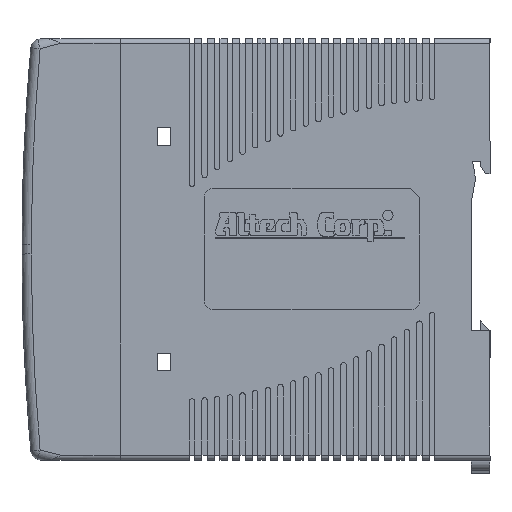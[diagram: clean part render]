
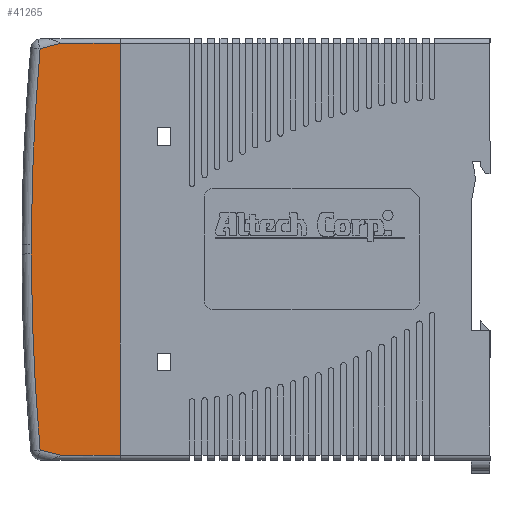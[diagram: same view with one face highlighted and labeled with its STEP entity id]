
A CAD part, top view. The second image highlights one B-rep face of the part: STEP entity #41265.
In plain terms, the highlighted face is planar.
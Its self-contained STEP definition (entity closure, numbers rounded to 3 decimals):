
#40489=CARTESIAN_POINT('',(-50.339,-70.214,0.0));
#40490=VERTEX_POINT('',#40489);
#40498=CARTESIAN_POINT('',(-37.585,-70.214,0.0));
#40499=VERTEX_POINT('',#40498);
#40500=CARTESIAN_POINT('',(-50.339,-70.214,0.0));
#40501=DIRECTION('',(1.0,0.0,0.0));
#40502=VECTOR('',#40501,12.754);
#40503=LINE('',#40500,#40502);
#40504=EDGE_CURVE('',#40490,#40499,#40503,.T.);
#40533=CARTESIAN_POINT('',(-33.203,-69.118,0.0));
#40534=VERTEX_POINT('',#40533);
#40649=CARTESIAN_POINT('',(-33.203,16.69,0.0));
#40650=VERTEX_POINT('',#40649);
#40840=CARTESIAN_POINT('',(-31.339,-25.214,0.0));
#40841=VERTEX_POINT('',#40840);
#40849=CARTESIAN_POINT('',(-503.401,-25.214,0.0));
#40850=DIRECTION('',(0.0,0.0,1.));
#40851=DIRECTION('',(0.999,0.046,0.0));
#40852=AXIS2_PLACEMENT_3D('',#40849,#40850,#40851);
#40853=CIRCLE('',#40852,472.063);
#40854=EDGE_CURVE('',#40841,#40650,#40853,.T.);
#40881=CARTESIAN_POINT('',(-37.585,17.786,0.));
#40882=VERTEX_POINT('',#40881);
#40883=CARTESIAN_POINT('',(-33.203,16.69,0.0));
#40884=DIRECTION('',(-0.97,0.243,0.));
#40885=VECTOR('',#40884,4.518);
#40886=LINE('',#40883,#40885);
#40887=EDGE_CURVE('',#40650,#40882,#40886,.T.);
#40943=CARTESIAN_POINT('',(-31.339,-27.214,0.0));
#40944=VERTEX_POINT('',#40943);
#40952=CARTESIAN_POINT('',(-31.339,-27.214,0.0));
#40953=DIRECTION('',(0.,1.0,0.0));
#40954=VECTOR('',#40953,2.);
#40955=LINE('',#40952,#40954);
#40956=EDGE_CURVE('',#40944,#40841,#40955,.T.);
#40973=CARTESIAN_POINT('',(-50.339,17.786,0.0));
#40974=VERTEX_POINT('',#40973);
#40991=CARTESIAN_POINT('',(-37.585,17.786,0.));
#40992=DIRECTION('',(-1.0,0.0,0.0));
#40993=VECTOR('',#40992,12.754);
#40994=LINE('',#40991,#40993);
#40995=EDGE_CURVE('',#40882,#40974,#40994,.T.);
#41081=CARTESIAN_POINT('',(-503.401,-27.214,0.0));
#41082=DIRECTION('',(0.0,0.0,1.));
#41083=DIRECTION('',(0.999,-0.046,0.0));
#41084=AXIS2_PLACEMENT_3D('',#41081,#41082,#41083);
#41085=CIRCLE('',#41084,472.062);
#41086=EDGE_CURVE('',#40534,#40944,#41085,.T.);
#41096=CARTESIAN_POINT('',(-37.585,-70.214,0.0));
#41097=DIRECTION('',(0.97,0.243,0.0));
#41098=VECTOR('',#41097,4.518);
#41099=LINE('',#41096,#41098);
#41100=EDGE_CURVE('',#40499,#40534,#41099,.T.);
#41245=CARTESIAN_POINT('',(-40.333,-26.214,0.0));
#41246=DIRECTION('',(0.0,0.0,1.0));
#41247=DIRECTION('',(1.0,0.0,0.0));
#41248=AXIS2_PLACEMENT_3D('',#41245,#41246,#41247);
#41249=PLANE('',#41248);
#41250=ORIENTED_EDGE('',*,*,#40995,.F.);
#41251=ORIENTED_EDGE('',*,*,#40887,.F.);
#41252=ORIENTED_EDGE('',*,*,#40854,.F.);
#41253=ORIENTED_EDGE('',*,*,#40956,.F.);
#41254=ORIENTED_EDGE('',*,*,#41086,.F.);
#41255=ORIENTED_EDGE('',*,*,#41100,.F.);
#41256=ORIENTED_EDGE('',*,*,#40504,.F.);
#41257=CARTESIAN_POINT('',(-50.339,17.786,0.0));
#41258=DIRECTION('',(0.0,-1.0,0.0));
#41259=VECTOR('',#41258,88.0);
#41260=LINE('',#41257,#41259);
#41261=EDGE_CURVE('',#40974,#40490,#41260,.T.);
#41262=ORIENTED_EDGE('',*,*,#41261,.F.);
#41263=EDGE_LOOP('',(#41250,#41251,#41252,#41253,#41254,#41255,#41256,#41262));
#41264=FACE_OUTER_BOUND('',#41263,.T.);
#41265=ADVANCED_FACE('',(#41264),#41249,.F.);
